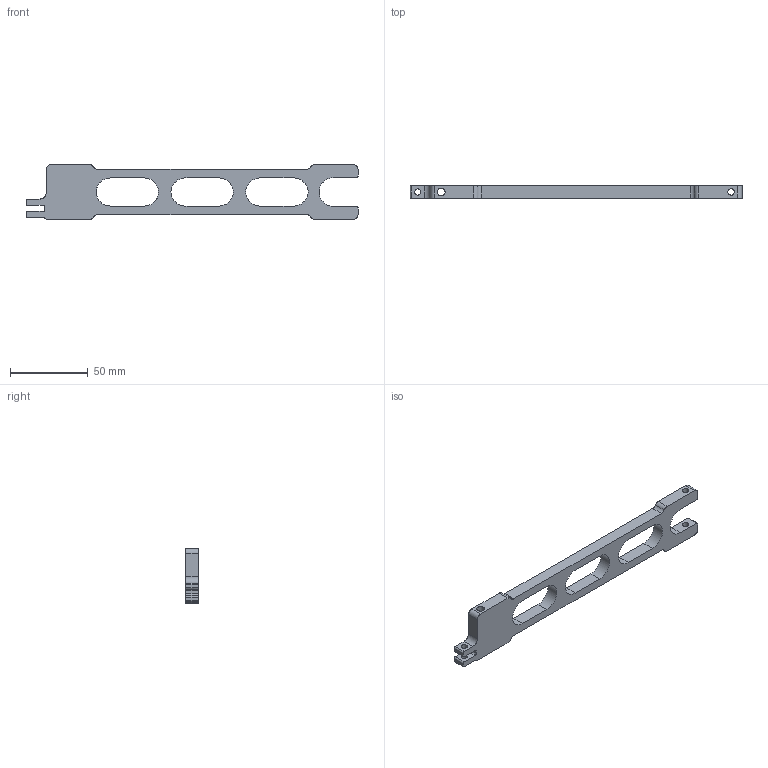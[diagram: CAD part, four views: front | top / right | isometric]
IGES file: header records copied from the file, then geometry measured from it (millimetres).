
Global section: file name: 009XA012; native system: Autodesk Inventor 2018; preprocessor: unknown; author: EF; date: 20220111.214620; units: millimetre
Bounding box: 213 x 8 x 35 mm (x, y, z)
Volume: 30145.5 mm3; surface area: 15381.9 mm2
Topology: 1 solids, 1 shells, 60 faces, 177 edges, 119 vertices
Faces by surface type: bspline 60
